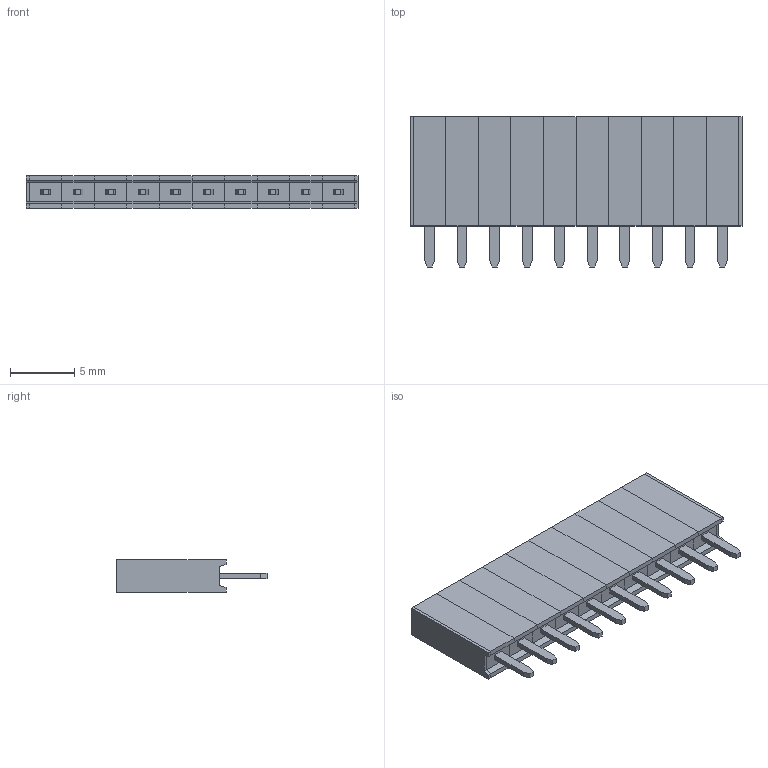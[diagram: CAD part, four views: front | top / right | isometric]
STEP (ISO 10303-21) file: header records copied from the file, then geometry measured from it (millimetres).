
FILE_DESCRIPTION (( 'STEP AP214' ), '1' );
FILE_NAME ('NPTC101LFBN-RC.STEP', '2024-10-30T12:17:24', ( '' ), ( '' ), 'SwSTEP 2.0', 'SolidWorks 2021', '' );
FILE_SCHEMA (( 'AUTOMOTIVE_DESIGN' ));
Length unit declared in the file: millimetre
Products named in the file (3): PPPC021LFBN-RC_C10; Pin - Tin; NPTC101LFBN-RC
Assembly tree (11 placements, depth 2):
  NPTC101LFBN-RC
    PPPC021LFBN-RC_C10
    Pin - Tin  x10
Bounding box: 25.91 x 11.71 x 2.54 mm (x, y, z)
Volume: 537.9 mm3; surface area: 1215.2 mm2
Topology: 22 solids, 22 shells, 290 faces, 668 edges, 432 vertices
Faces by surface type: plane 290
Entity records: 6291 total; most frequent: CARTESIAN_POINT 1062, ORIENTED_EDGE 1012, DIRECTION 970, EDGE_CURVE 506, VECTOR 506, LINE 506, VERTEX_POINT 324, AXIS2_PLACEMENT_3D 232
